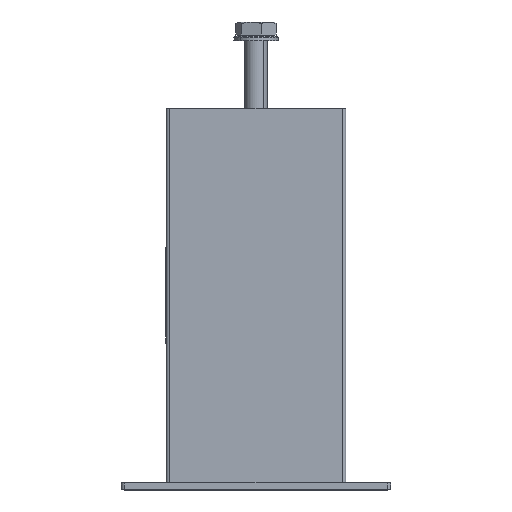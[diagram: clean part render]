
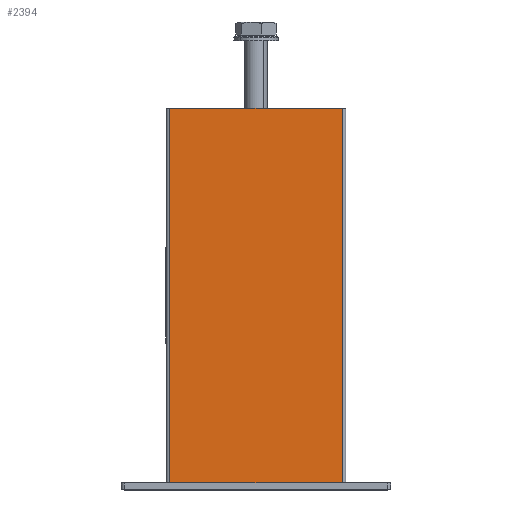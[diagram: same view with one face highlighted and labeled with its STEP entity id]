
A CAD part, top view. The second image highlights one B-rep face of the part: STEP entity #2394.
In plain terms, the highlighted planar face has unit normal (0, 0, 1).
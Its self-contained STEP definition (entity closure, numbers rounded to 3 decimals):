
#2394=ADVANCED_FACE('',(#4821),#4822,.T.);
#4821=FACE_OUTER_BOUND('',#10055,.T.);
#4822=PLANE('',#10056);
#10055=EDGE_LOOP('',(#18038,#18039,#18040,#18041));
#10056=AXIS2_PLACEMENT_3D('',#18042,#18043,#18044);
#18038=ORIENTED_EDGE('',*,*,#22899,.T.);
#18039=ORIENTED_EDGE('',*,*,#22952,.T.);
#18040=ORIENTED_EDGE('',*,*,#22945,.F.);
#18041=ORIENTED_EDGE('',*,*,#22953,.T.);
#18042=CARTESIAN_POINT('',(40.0,167.0,40.0));
#18043=DIRECTION('',(0.0,0.0,1.0));
#18044=DIRECTION('',(1.0,0.0,0.0));
#22899=EDGE_CURVE('',#26810,#26808,#26811,.T.);
#22945=EDGE_CURVE('',#26888,#26889,#26890,.T.);
#22952=EDGE_CURVE('',#26808,#26889,#26901,.T.);
#22953=EDGE_CURVE('',#26888,#26810,#26902,.F.);
#26808=VERTEX_POINT('',#38378);
#26810=VERTEX_POINT('',#38380);
#26811=LINE('',#38381,#38382);
#26888=VERTEX_POINT('',#38469);
#26889=VERTEX_POINT('',#38470);
#26890=LINE('',#38471,#38472);
#26901=LINE('',#38485,#38486);
#26902=LINE('',#38487,#38488);
#38378=CARTESIAN_POINT('',(-38.5,167.0,40.0));
#38380=CARTESIAN_POINT('',(38.5,167.0,40.0));
#38381=CARTESIAN_POINT('',(40.0,167.0,40.0));
#38382=VECTOR('',#198002,1000.0);
#38469=CARTESIAN_POINT('',(38.5,0.0,40.0));
#38470=CARTESIAN_POINT('',(-38.5,0.0,40.0));
#38471=CARTESIAN_POINT('',(40.0,0.0,40.0));
#38472=VECTOR('',#198118,1000.0);
#38485=CARTESIAN_POINT('',(-38.5,167.0,40.0));
#38486=VECTOR('',#198133,1000.0);
#38487=CARTESIAN_POINT('',(38.5,167.0,40.0));
#38488=VECTOR('',#198134,1000.0);
#198002=DIRECTION('',(-1.0,0.0,0.0));
#198118=DIRECTION('',(-1.0,0.0,0.0));
#198133=DIRECTION('',(0.0,-1.0,0.0));
#198134=DIRECTION('',(0.0,-1.0,0.0));
